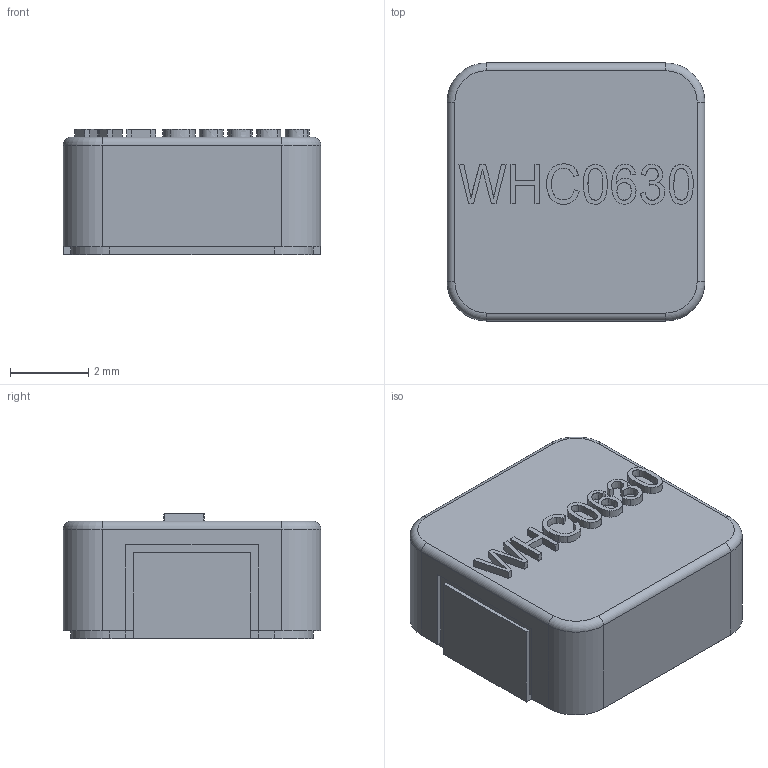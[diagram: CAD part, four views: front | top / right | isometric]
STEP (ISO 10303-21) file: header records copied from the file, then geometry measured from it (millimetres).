
FILE_DESCRIPTION(/* description */ (''),/* implementation_level */ '2;1');
FILE_NAME(/* name */ '1.stp',/* time_stamp */ '2018-02-01T14:32:23+08:00',/* author */ (''),/* organization */ (''),/* preprocessor_version */ 'ST-DEVELOPER v16',/* originating_system */ 'SIEMENS PLM Software NX 10.0',/* authorisation */ '');
FILE_SCHEMA (('AUTOMOTIVE_DESIGN { 1 0 10303 214 3 1 1 1 }'));
Length unit declared in the file: millimetre
Products named in the file (1): wy13D48246gjl0
Bounding box: 6.6 x 6.6 x 3.2 mm (x, y, z)
Volume: 126.8 mm3; surface area: 210.2 mm2
Topology: 3 solids, 3 shells, 164 faces, 433 edges, 286 vertices
Faces by surface type: plane 83, extrusion 65, cylinder 12, torus 4
Entity records: 5745 total; most frequent: CARTESIAN_POINT 1985, ORIENTED_EDGE 866, DIRECTION 536, EDGE_CURVE 433, VERTEX_POINT 286, VECTOR 280, B_SPLINE_CURVE_WITH_KNOTS 255, LINE 215
